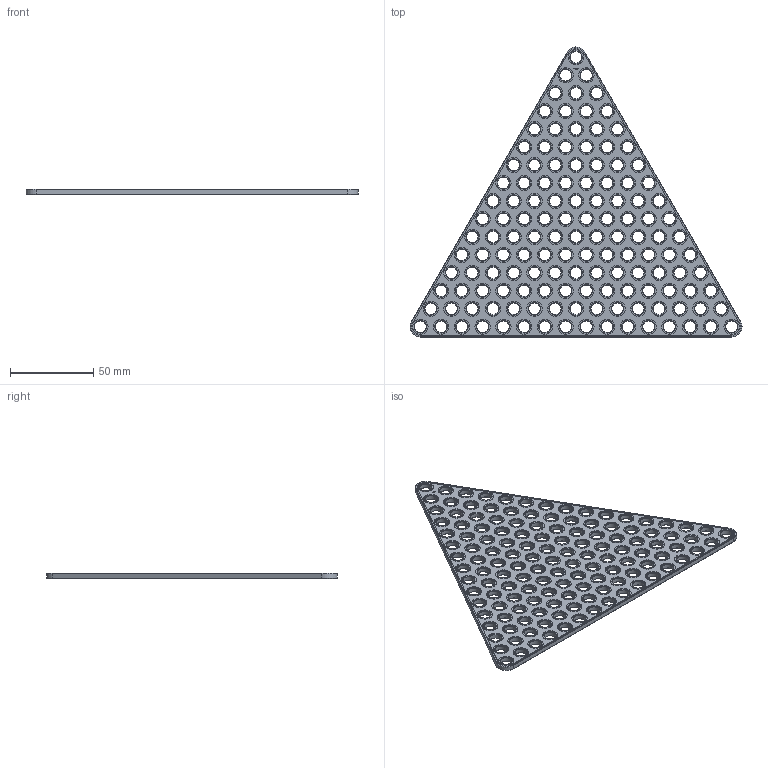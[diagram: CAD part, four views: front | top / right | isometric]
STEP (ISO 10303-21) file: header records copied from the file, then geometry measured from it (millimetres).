
FILE_DESCRIPTION(('FreeCAD Model'),'2;1');
FILE_NAME('Open CASCADE Shape Model','2024-01-31T12:59:18',(''),(''), 'Open CASCADE STEP processor 7.6','FreeCAD','Unknown');
FILE_SCHEMA(('AUTOMOTIVE_DESIGN { 1 0 10303 214 1 1 1 1 }'));
Products named in the file (1): Plate TRI CRNR BU16x00.25 - SPN-PLT-0027 (stemfie.org)
Bounding box: 200 x 174.88 x 3.12 mm (x, y, z)
Volume: 40422.6 mm3; surface area: 38156.9 mm2
Topology: 1 solids, 1 shells, 1137 faces, 2617 edges, 1650 vertices
Faces by surface type: plane 453, cylinder 278, cone 278, extrusion 128
Full cylindrical faces by diameter (mm): 7 x136, 9.2 x136
Entity records: 68383 total; most frequent: CARTESIAN_POINT 14638, DIRECTION 9921, VECTOR 5949, LINE 5821, ORIENTED_EDGE 5234, PCURVE 5234, DEFINITIONAL_REPRESENTATION 5234, EDGE_CURVE 2617
